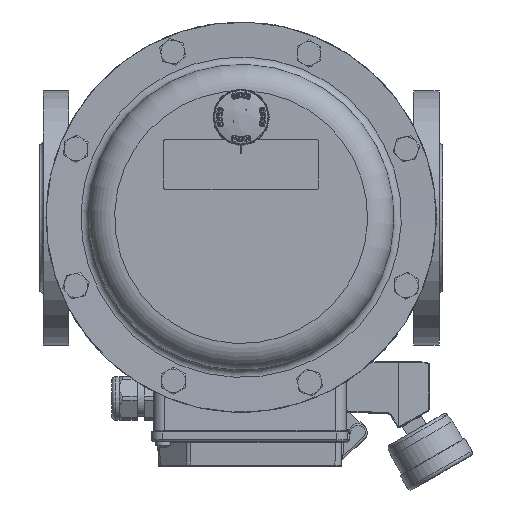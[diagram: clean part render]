
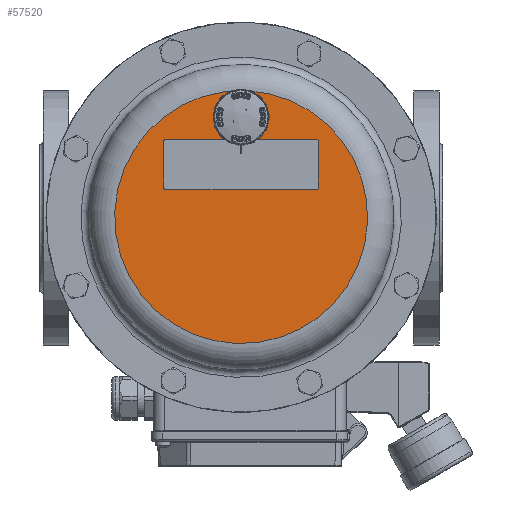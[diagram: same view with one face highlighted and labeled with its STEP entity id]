
A CAD part, top view. The second image highlights one B-rep face of the part: STEP entity #57520.
In plain terms, the highlighted planar face has unit normal (0, 0, 1).
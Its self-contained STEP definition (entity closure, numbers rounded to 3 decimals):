
#6733=LINE('',#115001,#9976);
#6737=LINE('',#115010,#9980);
#6740=LINE('',#115018,#9983);
#6743=LINE('',#115026,#9986);
#9976=VECTOR('',#73922,1000.);
#9980=VECTOR('',#73932,1000.);
#9983=VECTOR('',#73941,1000.);
#9986=VECTOR('',#73950,1000.);
#11132=FACE_BOUND('',#16801,.T.);
#11133=FACE_BOUND('',#16802,.T.);
#13396=FACE_OUTER_BOUND('',#16800,.T.);
#16800=EDGE_LOOP('',(#45667));
#16801=EDGE_LOOP('',(#45668,#45669,#45670,#45671,#45672,#45673,#45674,#45675));
#16802=EDGE_LOOP('',(#45676,#45677));
#19421=CIRCLE('',#61651,10.35);
#19491=CIRCLE('',#61748,69.65);
#19744=CIRCLE('',#62309,1.);
#19745=CIRCLE('',#62312,1.);
#19746=CIRCLE('',#62315,1.);
#19747=CIRCLE('',#62318,1.);
#19748=CIRCLE('',#62368,10.35);
#23752=VERTEX_POINT('',#111655);
#23753=VERTEX_POINT('',#111656);
#23839=VERTEX_POINT('',#112240);
#24321=VERTEX_POINT('',#114999);
#24322=VERTEX_POINT('',#115000);
#24323=VERTEX_POINT('',#115005);
#24324=VERTEX_POINT('',#115009);
#24325=VERTEX_POINT('',#115013);
#24326=VERTEX_POINT('',#115017);
#24327=VERTEX_POINT('',#115021);
#24328=VERTEX_POINT('',#115025);
#30698=EDGE_CURVE('',#23752,#23753,#19421,.T.);
#30815=EDGE_CURVE('',#23839,#23839,#19491,.T.);
#31589=EDGE_CURVE('',#24321,#24322,#6733,.T.);
#31592=EDGE_CURVE('',#24322,#24323,#19744,.T.);
#31594=EDGE_CURVE('',#24323,#24324,#6737,.T.);
#31596=EDGE_CURVE('',#24324,#24325,#19745,.T.);
#31598=EDGE_CURVE('',#24325,#24326,#6740,.T.);
#31600=EDGE_CURVE('',#24326,#24327,#19746,.T.);
#31602=EDGE_CURVE('',#24327,#24328,#6743,.T.);
#31604=EDGE_CURVE('',#24328,#24321,#19747,.T.);
#31677=EDGE_CURVE('',#23753,#23752,#19748,.T.);
#45667=ORIENTED_EDGE('',*,*,#30815,.F.);
#45668=ORIENTED_EDGE('',*,*,#31604,.F.);
#45669=ORIENTED_EDGE('',*,*,#31602,.F.);
#45670=ORIENTED_EDGE('',*,*,#31600,.F.);
#45671=ORIENTED_EDGE('',*,*,#31598,.F.);
#45672=ORIENTED_EDGE('',*,*,#31596,.F.);
#45673=ORIENTED_EDGE('',*,*,#31594,.F.);
#45674=ORIENTED_EDGE('',*,*,#31592,.F.);
#45675=ORIENTED_EDGE('',*,*,#31589,.F.);
#45676=ORIENTED_EDGE('',*,*,#31677,.T.);
#45677=ORIENTED_EDGE('',*,*,#30698,.T.);
#51761=PLANE('',#62367);
#57520=ADVANCED_FACE('',(#13396,#11132,#11133),#51761,.F.);
#61651=AXIS2_PLACEMENT_3D('',#111657,#72365,#72366);
#61748=AXIS2_PLACEMENT_3D('',#112242,#72585,#72586);
#62309=AXIS2_PLACEMENT_3D('',#115006,#73927,#73928);
#62312=AXIS2_PLACEMENT_3D('',#115014,#73936,#73937);
#62315=AXIS2_PLACEMENT_3D('',#115022,#73945,#73946);
#62318=AXIS2_PLACEMENT_3D('',#115029,#73954,#73955);
#62367=AXIS2_PLACEMENT_3D('',#115174,#74124,#74125);
#62368=AXIS2_PLACEMENT_3D('',#115175,#74126,#74127);
#72365=DIRECTION('center_axis',(0.,0.,
-1.));
#72366=DIRECTION('ref_axis',(-0.924,0.383,0.));
#72585=DIRECTION('center_axis',(0.,0.,
-1.));
#72586=DIRECTION('ref_axis',(-0.924,0.383,0.));
#73922=DIRECTION('',(0.,1.,0.));
#73927=DIRECTION('center_axis',(0.,0.,
1.));
#73928=DIRECTION('ref_axis',(0.,-1.,0.));
#73932=DIRECTION('',(-1.,0.,0.));
#73936=DIRECTION('center_axis',(0.,0.,
1.));
#73937=DIRECTION('ref_axis',(0.,-1.,0.));
#73941=DIRECTION('',(0.,-1.,0.));
#73945=DIRECTION('center_axis',(0.,0.,
1.));
#73946=DIRECTION('ref_axis',(0.,-1.,0.));
#73950=DIRECTION('',(1.,0.,0.));
#73954=DIRECTION('center_axis',(0.,0.,
1.));
#73955=DIRECTION('ref_axis',(0.,-1.,0.));
#74124=DIRECTION('center_axis',(0.,0.,
-1.));
#74125=DIRECTION('ref_axis',(-0.924,0.383,0.));
#74126=DIRECTION('center_axis',(0.,0.,
-1.));
#74127=DIRECTION('ref_axis',(-0.924,0.383,0.));
#111655=CARTESIAN_POINT('',(0.,65.35,301.));
#111656=CARTESIAN_POINT('',(0.,44.65,301.));
#111657=CARTESIAN_POINT('Origin',(0.,55.,
301.));
#112240=CARTESIAN_POINT('',(64.348,-26.654,301.));
#112242=CARTESIAN_POINT('Origin',(0.,0.,
301.));
#114999=CARTESIAN_POINT('',(42.5,16.,301.));
#115000=CARTESIAN_POINT('',(42.5,42.,301.));
#115001=CARTESIAN_POINT('',(42.5,16.,301.));
#115005=CARTESIAN_POINT('',(41.5,43.,301.));
#115006=CARTESIAN_POINT('Origin',(41.5,42.,301.));
#115009=CARTESIAN_POINT('',(-41.5,43.,301.));
#115010=CARTESIAN_POINT('',(41.5,43.,301.));
#115013=CARTESIAN_POINT('',(-42.5,42.,301.));
#115014=CARTESIAN_POINT('Origin',(-41.5,42.,301.));
#115017=CARTESIAN_POINT('',(-42.5,16.,301.));
#115018=CARTESIAN_POINT('',(-42.5,16.,301.));
#115021=CARTESIAN_POINT('',(-41.5,15.,301.));
#115022=CARTESIAN_POINT('Origin',(-41.5,16.,301.));
#115025=CARTESIAN_POINT('',(41.5,15.,301.));
#115026=CARTESIAN_POINT('',(41.5,15.,301.));
#115029=CARTESIAN_POINT('Origin',(41.5,16.,301.));
#115174=CARTESIAN_POINT('Origin',(0.,0.,
301.));
#115175=CARTESIAN_POINT('Origin',(0.,55.,
301.));
